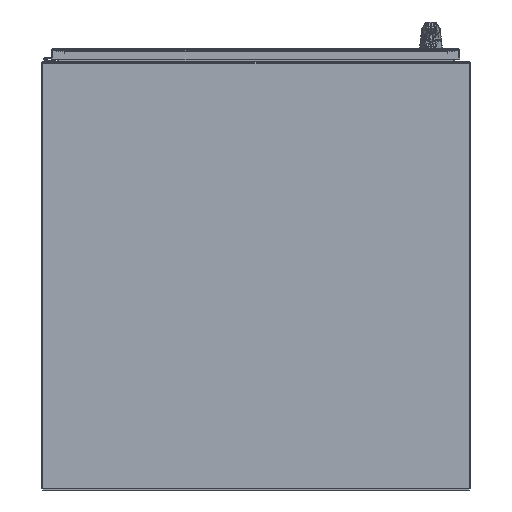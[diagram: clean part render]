
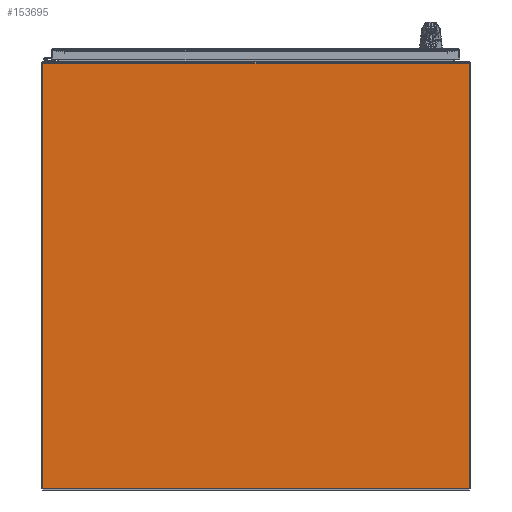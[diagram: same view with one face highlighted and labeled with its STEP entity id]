
A CAD part, front view. The second image highlights one B-rep face of the part: STEP entity #153695.
In plain terms, the highlighted face is planar.
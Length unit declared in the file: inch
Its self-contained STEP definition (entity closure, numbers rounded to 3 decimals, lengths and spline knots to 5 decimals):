
#2539 = EDGE_LOOP ( 'NONE', ( #5725, #84590, #114605, #28117 ) ) ;
#5725 = ORIENTED_EDGE ( 'NONE', *, *, #142428, .T. ) ;
#6133 = AXIS2_PLACEMENT_3D ( 'NONE', #55849, #145877, #68924 ) ;
#18762 = VECTOR ( 'NONE', #156785, 39.37008 ) ;
#22682 = VERTEX_POINT ( 'NONE', #80113 ) ;
#22934 = DIRECTION ( 'NONE',  ( -1., 0., 0. ) ) ;
#23612 = LINE ( 'NONE', #134641, #156885 ) ;
#28117 = ORIENTED_EDGE ( 'NONE', *, *, #142181, .T. ) ;
#31378 = DIRECTION ( 'NONE',  ( 0., -1., 0. ) ) ;
#42483 = CARTESIAN_POINT ( 'NONE',  ( 35.9376, -35.90635, 0. ) ) ;
#49275 = LINE ( 'NONE', #139140, #79800 ) ;
#53233 = LINE ( 'NONE', #143826, #18762 ) ;
#55849 = CARTESIAN_POINT ( 'NONE',  ( 17.9688, -18.01565, 0. ) ) ;
#57649 = LINE ( 'NONE', #134607, #156316 ) ;
#68924 = DIRECTION ( 'NONE',  ( 1., 0., 0. ) ) ;
#79800 = VECTOR ( 'NONE', #22934, 39.37008 ) ;
#80113 = CARTESIAN_POINT ( 'NONE',  ( 0., -35.90635, 0. ) ) ;
#84590 = ORIENTED_EDGE ( 'NONE', *, *, #144386, .T. ) ;
#95542 = CARTESIAN_POINT ( 'NONE',  ( 0., 0., 0. ) ) ;
#101778 = VERTEX_POINT ( 'NONE', #166811 ) ;
#114605 = ORIENTED_EDGE ( 'NONE', *, *, #138714, .T. ) ;
#134607 = CARTESIAN_POINT ( 'NONE',  ( 35.9376, 0., 0. ) ) ;
#134641 = CARTESIAN_POINT ( 'NONE',  ( 0., -36.0313, 0. ) ) ;
#136853 = FACE_OUTER_BOUND ( 'NONE', #2539, .T. ) ;
#138714 = EDGE_CURVE ( 'NONE', #153766, #101778, #53233, .T. ) ;
#139140 = CARTESIAN_POINT ( 'NONE',  ( 26.9532, -35.90635, 0. ) ) ;
#142181 = EDGE_CURVE ( 'NONE', #101778, #146501, #57649, .T. ) ;
#142428 = EDGE_CURVE ( 'NONE', #146501, #22682, #49275, .T. ) ;
#143826 = CARTESIAN_POINT ( 'NONE',  ( 0., 0., 0. ) ) ;
#144386 = EDGE_CURVE ( 'NONE', #22682, #153766, #23612, .T. ) ;
#145877 = DIRECTION ( 'NONE',  ( 0., 0., 1. ) ) ;
#146501 = VERTEX_POINT ( 'NONE', #42483 ) ;
#148281 = DIRECTION ( 'NONE',  ( 0., 1., 0. ) ) ;
#153695 = ADVANCED_FACE ( 'NONE', ( #136853 ), #157230, .F. ) ;
#153766 = VERTEX_POINT ( 'NONE', #95542 ) ;
#156316 = VECTOR ( 'NONE', #31378, 39.37008 ) ;
#156785 = DIRECTION ( 'NONE',  ( 1., 0., 0. ) ) ;
#156885 = VECTOR ( 'NONE', #148281, 39.37008 ) ;
#157230 = PLANE ( 'NONE',  #6133 ) ;
#166811 = CARTESIAN_POINT ( 'NONE',  ( 35.9376, 0., 0. ) ) ;
